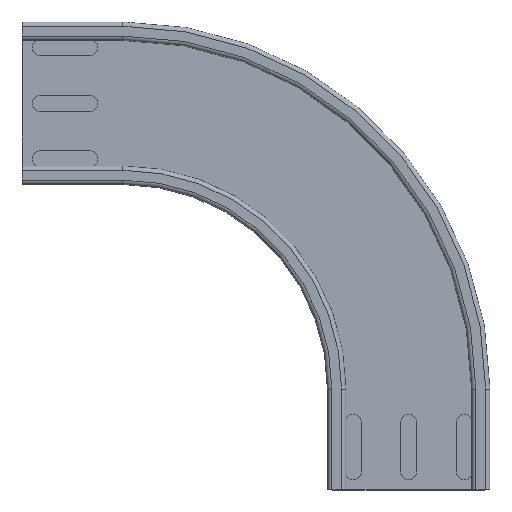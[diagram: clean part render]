
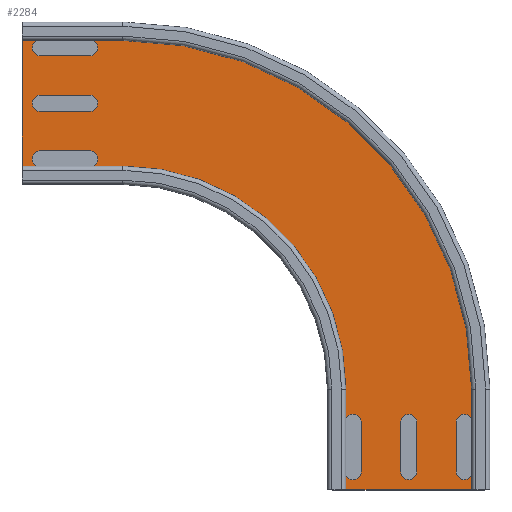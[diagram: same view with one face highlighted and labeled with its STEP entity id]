
A CAD part, top view. The second image highlights one B-rep face of the part: STEP entity #2284.
In plain terms, the highlighted planar face has unit normal (0, 0, 1).
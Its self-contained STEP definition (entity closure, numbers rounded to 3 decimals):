
#106=PLANE('',#2548);
#228=FACE_OUTER_BOUND('',#362,.T.);
#362=EDGE_LOOP('',(#1930,#1931,#1932,#1933,#1934,#1935,#1936,#1937));
#398=LINE('',#3404,#578);
#469=LINE('',#3644,#649);
#473=LINE('',#3649,#653);
#520=LINE('',#3901,#700);
#521=LINE('',#3904,#701);
#522=LINE('',#3905,#702);
#578=VECTOR('',#2626,1.);
#649=VECTOR('',#2865,1.);
#653=VECTOR('',#2871,1.);
#700=VECTOR('',#3196,1.);
#701=VECTOR('',#3199,1.);
#702=VECTOR('',#3200,1.);
#807=CIRCLE('',#2411,176.8);
#873=CIRCLE('',#2514,102.6);
#923=VERTEX_POINT('',#3401);
#924=VERTEX_POINT('',#3403);
#1008=VERTEX_POINT('',#3640);
#1009=VERTEX_POINT('',#3642);
#1011=VERTEX_POINT('',#3654);
#1053=VERTEX_POINT('',#3813);
#1075=VERTEX_POINT('',#3899);
#1076=VERTEX_POINT('',#3903);
#1147=EDGE_CURVE('',#923,#924,#398,.T.);
#1265=EDGE_CURVE('',#1008,#1009,#469,.T.);
#1269=EDGE_CURVE('',#1008,#923,#473,.T.);
#1273=EDGE_CURVE('',#1011,#1009,#807,.T.);
#1353=EDGE_CURVE('',#1053,#924,#873,.T.);
#1396=EDGE_CURVE('',#1011,#1075,#520,.T.);
#1397=EDGE_CURVE('',#1076,#1075,#521,.T.);
#1398=EDGE_CURVE('',#1053,#1076,#522,.T.);
#1930=ORIENTED_EDGE('',*,*,#1273,.F.);
#1931=ORIENTED_EDGE('',*,*,#1396,.T.);
#1932=ORIENTED_EDGE('',*,*,#1397,.F.);
#1933=ORIENTED_EDGE('',*,*,#1398,.F.);
#1934=ORIENTED_EDGE('',*,*,#1353,.T.);
#1935=ORIENTED_EDGE('',*,*,#1147,.F.);
#1936=ORIENTED_EDGE('',*,*,#1269,.F.);
#1937=ORIENTED_EDGE('',*,*,#1265,.T.);
#2284=ADVANCED_FACE('',(#228),#106,.T.);
#2411=AXIS2_PLACEMENT_3D('',#3656,#2878,#2879);
#2514=AXIS2_PLACEMENT_3D('',#3815,#3098,#3099);
#2548=AXIS2_PLACEMENT_3D('',#3902,#3197,#3198);
#2626=DIRECTION('',(0.,1.,0.));
#2865=DIRECTION('',(0.,1.,0.));
#2871=DIRECTION('',(-1.,0.,0.));
#2878=DIRECTION('center_axis',(0.,0.,
-1.));
#2879=DIRECTION('ref_axis',(0.,1.,0.));
#3098=DIRECTION('center_axis',(0.,0.,
-1.));
#3099=DIRECTION('ref_axis',(0.,1.,0.));
#3196=DIRECTION('',(-1.,0.,0.));
#3197=DIRECTION('center_axis',(0.,0.,1.));
#3198=DIRECTION('ref_axis',(0.,1.,0.));
#3199=DIRECTION('',(0.,1.,0.));
#3200=DIRECTION('',(-1.,0.,0.));
#3401=CARTESIAN_POINT('',(164.74,-129.827,1.1));
#3403=CARTESIAN_POINT('',(164.74,-80.527,1.1));
#3404=CARTESIAN_POINT('',(164.74,-129.827,1.1));
#3640=CARTESIAN_POINT('',(238.94,-129.827,1.1));
#3642=CARTESIAN_POINT('',(238.94,-80.527,1.1));
#3644=CARTESIAN_POINT('',(238.94,-129.827,1.1));
#3649=CARTESIAN_POINT('',(216.54,-129.827,1.1));
#3654=CARTESIAN_POINT('',(62.14,96.273,1.1));
#3656=CARTESIAN_POINT('Origin',(62.14,-80.527,1.1));
#3813=CARTESIAN_POINT('',(62.14,22.073,1.1));
#3815=CARTESIAN_POINT('Origin',(62.14,-80.527,1.1));
#3899=CARTESIAN_POINT('',(12.84,96.273,1.1));
#3901=CARTESIAN_POINT('',(62.14,96.273,1.1));
#3902=CARTESIAN_POINT('Origin',(62.14,22.073,1.1));
#3903=CARTESIAN_POINT('',(12.84,22.073,1.1));
#3904=CARTESIAN_POINT('',(12.84,22.073,1.1));
#3905=CARTESIAN_POINT('',(62.14,22.073,1.1));
